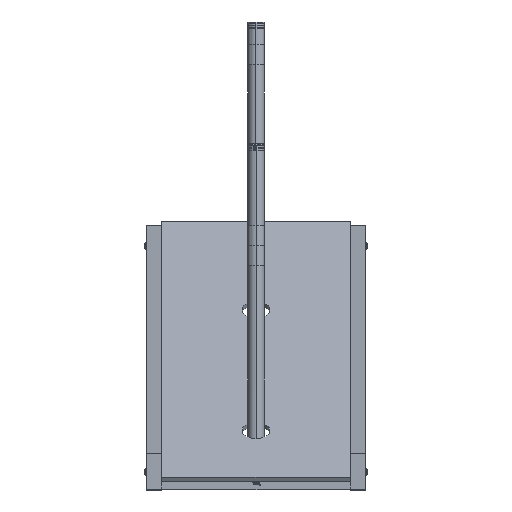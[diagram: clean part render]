
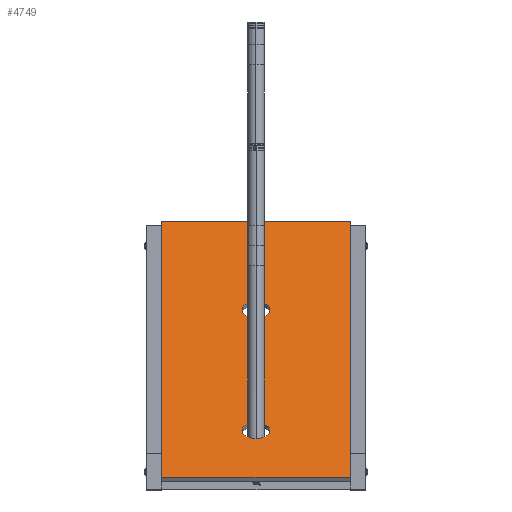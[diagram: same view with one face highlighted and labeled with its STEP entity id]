
A CAD part, top view. The second image highlights one B-rep face of the part: STEP entity #4749.
In plain terms, the highlighted face is planar.
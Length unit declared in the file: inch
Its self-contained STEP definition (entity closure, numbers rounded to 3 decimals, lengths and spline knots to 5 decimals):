
#68 = ORIENTED_EDGE ( 'NONE', *, *, #2199, .T. ) ;
#510 = DIRECTION ( 'NONE',  ( 0., 0., 1. ) ) ;
#863 = LINE ( 'NONE', #8220, #8190 ) ;
#961 = VECTOR ( 'NONE', #1787, 39.37008 ) ;
#1014 = EDGE_CURVE ( 'NONE', #13358, #2175, #5428, .T. ) ;
#1422 = EDGE_CURVE ( 'NONE', #13164, #5829, #9200, .T. ) ;
#1517 = ORIENTED_EDGE ( 'NONE', *, *, #1422, .F. ) ;
#1519 = EDGE_CURVE ( 'NONE', #14749, #14249, #6880, .T. ) ;
#1787 = DIRECTION ( 'NONE',  ( -1., 0., 0. ) ) ;
#2175 = VERTEX_POINT ( 'NONE', #11953 ) ;
#2199 = EDGE_CURVE ( 'NONE', #14054, #13358, #863, .T. ) ;
#2533 = EDGE_LOOP ( 'NONE', ( #12583, #1517 ) ) ;
#2852 = CARTESIAN_POINT ( 'NONE',  ( 0., 6.8125, 0.46875 ) ) ;
#3026 = AXIS2_PLACEMENT_3D ( 'NONE', #4981, #8539, #13613 ) ;
#3097 = VECTOR ( 'NONE', #13484, 39.37008 ) ;
#3757 = ORIENTED_EDGE ( 'NONE', *, *, #5453, .T. ) ;
#3784 = CARTESIAN_POINT ( 'NONE',  ( -1.375, 6.8125, 0.46875 ) ) ;
#3929 = PLANE ( 'NONE',  #3026 ) ;
#4042 = DIRECTION ( 'NONE',  ( 1., 0., 0. ) ) ;
#4070 = DIRECTION ( 'NONE',  ( 1., 0., 0. ) ) ;
#4552 = VERTEX_POINT ( 'NONE', #9598 ) ;
#4612 = CARTESIAN_POINT ( 'NONE',  ( 1.375, -13.9375, 0.46875 ) ) ;
#4749 = ADVANCED_FACE ( 'NONE', ( #14819, #8774, #12486 ), #3929, .F. ) ;
#4981 = CARTESIAN_POINT ( 'NONE',  ( 0., 0., 0.46875 ) ) ;
#5175 = CARTESIAN_POINT ( 'NONE',  ( 0., -13.9375, 0.46875 ) ) ;
#5333 = ORIENTED_EDGE ( 'NONE', *, *, #1519, .F. ) ;
#5428 = LINE ( 'NONE', #5679, #961 ) ;
#5453 = EDGE_CURVE ( 'NONE', #4552, #14054, #9799, .T. ) ;
#5679 = CARTESIAN_POINT ( 'NONE',  ( -9.25, 21.9375, 0.46875 ) ) ;
#5829 = VERTEX_POINT ( 'NONE', #4612 ) ;
#6090 = CARTESIAN_POINT ( 'NONE',  ( -1.375, -13.9375, 0.46875 ) ) ;
#6484 = CIRCLE ( 'NONE', #13177, 1.375 ) ;
#6597 = LINE ( 'NONE', #10165, #14559 ) ;
#6880 = CIRCLE ( 'NONE', #12295, 1.375 ) ;
#7365 = EDGE_CURVE ( 'NONE', #14249, #14749, #6484, .T. ) ;
#7863 = CARTESIAN_POINT ( 'NONE',  ( 1.375, 6.8125, 0.46875 ) ) ;
#7920 = AXIS2_PLACEMENT_3D ( 'NONE', #5175, #15006, #8883 ) ;
#8190 = VECTOR ( 'NONE', #14344, 39.37008 ) ;
#8220 = CARTESIAN_POINT ( 'NONE',  ( 9.25, -21.9375, 0.46875 ) ) ;
#8539 = DIRECTION ( 'NONE',  ( 0., 0., -1. ) ) ;
#8570 = CARTESIAN_POINT ( 'NONE',  ( -9.25, -21.9375, 0.46875 ) ) ;
#8741 = DIRECTION ( 'NONE',  ( 0., 0., 1. ) ) ;
#8774 = FACE_BOUND ( 'NONE', #2533, .T. ) ;
#8883 = DIRECTION ( 'NONE',  ( 1., 0., 0. ) ) ;
#9019 = DIRECTION ( 'NONE',  ( 0., -1., 0. ) ) ;
#9200 = CIRCLE ( 'NONE', #7920, 1.375 ) ;
#9598 = CARTESIAN_POINT ( 'NONE',  ( -9.25, -21.9375, 0.46875 ) ) ;
#9708 = AXIS2_PLACEMENT_3D ( 'NONE', #12368, #8741, #10121 ) ;
#9799 = LINE ( 'NONE', #8570, #3097 ) ;
#10121 = DIRECTION ( 'NONE',  ( 1., 0., 0. ) ) ;
#10165 = CARTESIAN_POINT ( 'NONE',  ( -9.25, -21.9375, 0.46875 ) ) ;
#10207 = CIRCLE ( 'NONE', #9708, 1.375 ) ;
#10271 = DIRECTION ( 'NONE',  ( 0., 0., 1. ) ) ;
#10834 = ORIENTED_EDGE ( 'NONE', *, *, #1014, .T. ) ;
#11092 = ORIENTED_EDGE ( 'NONE', *, *, #7365, .F. ) ;
#11346 = CARTESIAN_POINT ( 'NONE',  ( 9.25, -21.9375, 0.46875 ) ) ;
#11953 = CARTESIAN_POINT ( 'NONE',  ( -9.25, 21.9375, 0.46875 ) ) ;
#12077 = EDGE_CURVE ( 'NONE', #5829, #13164, #10207, .T. ) ;
#12295 = AXIS2_PLACEMENT_3D ( 'NONE', #12675, #10271, #4042 ) ;
#12368 = CARTESIAN_POINT ( 'NONE',  ( 0., -13.9375, 0.46875 ) ) ;
#12486 = FACE_OUTER_BOUND ( 'NONE', #12691, .T. ) ;
#12583 = ORIENTED_EDGE ( 'NONE', *, *, #12077, .F. ) ;
#12675 = CARTESIAN_POINT ( 'NONE',  ( 0., 6.8125, 0.46875 ) ) ;
#12691 = EDGE_LOOP ( 'NONE', ( #68, #10834, #15764, #3757 ) ) ;
#13164 = VERTEX_POINT ( 'NONE', #6090 ) ;
#13177 = AXIS2_PLACEMENT_3D ( 'NONE', #2852, #510, #4070 ) ;
#13358 = VERTEX_POINT ( 'NONE', #13458 ) ;
#13431 = EDGE_CURVE ( 'NONE', #2175, #4552, #6597, .T. ) ;
#13458 = CARTESIAN_POINT ( 'NONE',  ( 9.25, 21.9375, 0.46875 ) ) ;
#13484 = DIRECTION ( 'NONE',  ( 1., 0., 0. ) ) ;
#13613 = DIRECTION ( 'NONE',  ( -1., 0., 0. ) ) ;
#14054 = VERTEX_POINT ( 'NONE', #11346 ) ;
#14249 = VERTEX_POINT ( 'NONE', #7863 ) ;
#14344 = DIRECTION ( 'NONE',  ( 0., 1., 0. ) ) ;
#14559 = VECTOR ( 'NONE', #9019, 39.37008 ) ;
#14749 = VERTEX_POINT ( 'NONE', #3784 ) ;
#14819 = FACE_BOUND ( 'NONE', #15277, .T. ) ;
#15006 = DIRECTION ( 'NONE',  ( 0., 0., 1. ) ) ;
#15277 = EDGE_LOOP ( 'NONE', ( #11092, #5333 ) ) ;
#15764 = ORIENTED_EDGE ( 'NONE', *, *, #13431, .T. ) ;
